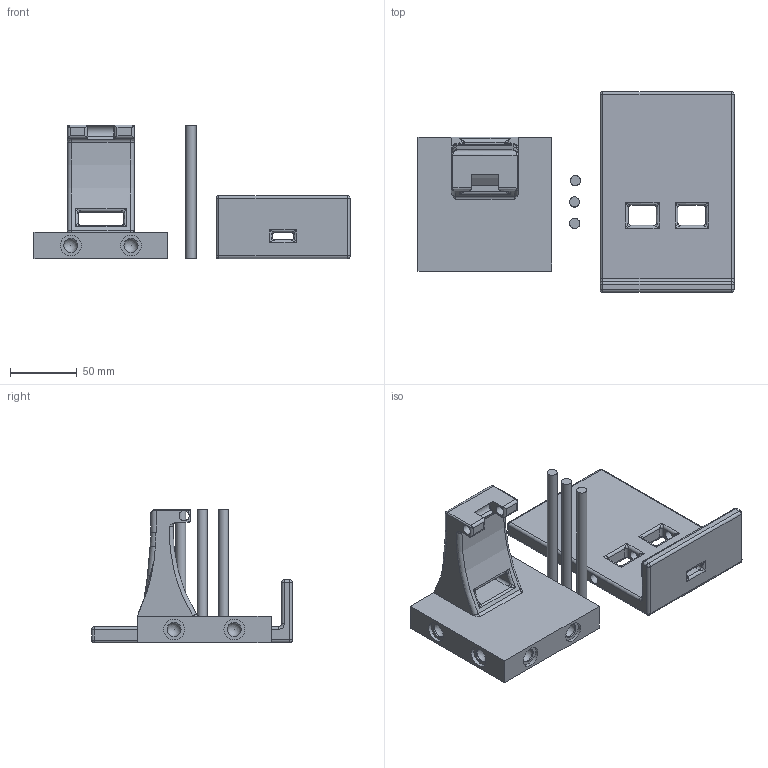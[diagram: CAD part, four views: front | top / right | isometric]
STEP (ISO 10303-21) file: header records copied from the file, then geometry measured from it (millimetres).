
FILE_DESCRIPTION(/* description */ (''),/* implementation_level */ '2;1');
FILE_NAME(/* name */ 'Thone Holder.step',/* time_stamp */ '2025-08-15T20:14:16+01:00',/* author */ (''),/* organization */ (''),/* preprocessor_version */ 'ST-DEVELOPER v20.1',/* originating_system */ 'Autodesk Translation Framework v14.10.0.0',/* authorisation */ '');
FILE_SCHEMA (('AUTOMOTIVE_DESIGN { 1 0 10303 214 3 1 1 }'));
Length unit declared in the file: millimetre
Products named in the file (1): 2025-07-30-18-22-19-022
Bounding box: 236.16 x 150.01 x 100.1 mm (x, y, z)
Volume: 486918.8 mm3; surface area: 95085.4 mm2
Topology: 5 solids, 5 shells, 289 faces, 663 edges, 352 vertices
Faces by surface type: cylinder 120, bspline 60, plane 57, torus 34, sphere 18
Full cylindrical faces by diameter (mm): 7.5 x8, 10.5 x8, 15.5 x8
Entity records: 9652 total; most frequent: CARTESIAN_POINT 3458, DIRECTION 1315, ORIENTED_EDGE 1242, EDGE_CURVE 621, AXIS2_PLACEMENT_3D 540, VERTEX_POINT 352, EDGE_LOOP 317, FACE_OUTER_BOUND 289
